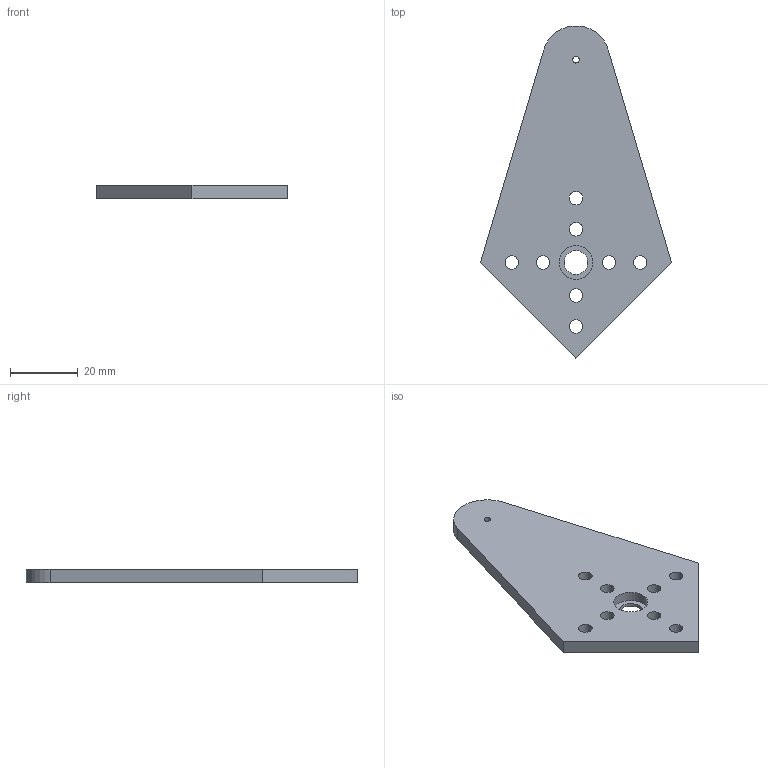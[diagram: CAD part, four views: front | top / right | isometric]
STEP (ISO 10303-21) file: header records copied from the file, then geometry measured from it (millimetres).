
FILE_DESCRIPTION(('FreeCAD Model'),'2;1');
FILE_NAME('leverArm.step','2018-08-24T06:48:34',('Author'),(''), 'Open CASCADE STEP processor 7.3','FreeCAD','Unknown');
FILE_SCHEMA(('AUTOMOTIVE_DESIGN { 1 0 10303 214 1 1 1 1 }'));
Length unit declared in the file: millimetre
Products named in the file (1): leverOnGearOutside
Bounding box: 56.57 x 98.25 x 4 mm (x, y, z)
Volume: 12435.1 mm3; surface area: 7768.2 mm2
Topology: 1 solids, 1 shells, 19 faces, 48 edges, 32 vertices
Faces by surface type: cylinder 12, plane 7
Full cylindrical faces by diameter (mm): 2 x1, 4 x8, 7 x1, 10 x1
Entity records: 1274 total; most frequent: DIRECTION 207, CARTESIAN_POINT 202, ORIENTED_EDGE 96, LINE 96, VECTOR 96, PCURVE 96, DEFINITIONAL_REPRESENTATION 96, EDGE_CURVE 48
